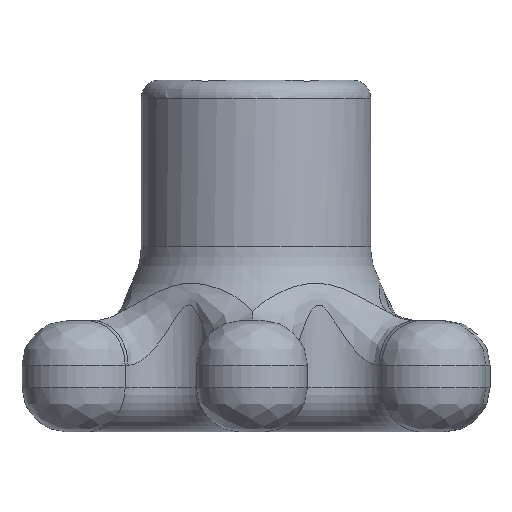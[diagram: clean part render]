
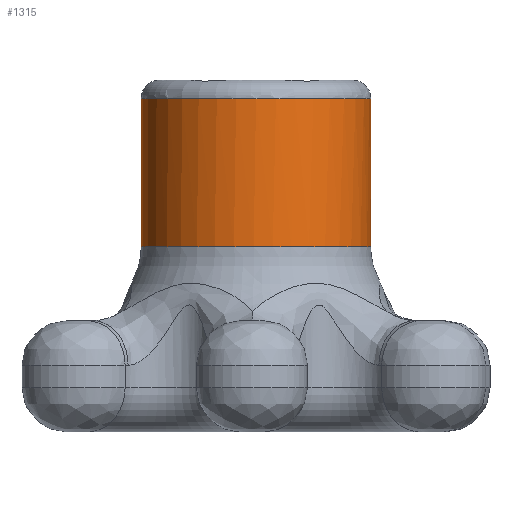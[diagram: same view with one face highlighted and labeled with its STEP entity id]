
A CAD part, left-side view. The second image highlights one B-rep face of the part: STEP entity #1315.
In plain terms, the highlighted cylindrical face has radius 6.2 mm (diameter 12.4 mm), a full revolution.
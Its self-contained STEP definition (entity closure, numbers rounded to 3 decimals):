
#34=FACE_BOUND('',#316,.T.);
#68=CIRCLE('',#1418,6.2);
#69=CIRCLE('',#1420,6.2);
#225=FACE_OUTER_BOUND('',#315,.T.);
#315=EDGE_LOOP('',(#934));
#316=EDGE_LOOP('',(#935));
#545=VERTEX_POINT('',#2197);
#546=VERTEX_POINT('',#2200);
#688=EDGE_CURVE('',#545,#545,#68,.T.);
#689=EDGE_CURVE('',#546,#546,#69,.T.);
#934=ORIENTED_EDGE('',*,*,#689,.F.);
#935=ORIENTED_EDGE('',*,*,#688,.F.);
#1287=CYLINDRICAL_SURFACE('',#1419,6.2);
#1315=ADVANCED_FACE('',(#225,#34),#1287,.T.);
#1418=AXIS2_PLACEMENT_3D('',#2198,#1665,#1666);
#1419=AXIS2_PLACEMENT_3D('',#2199,#1667,#1668);
#1420=AXIS2_PLACEMENT_3D('',#2201,#1669,#1670);
#1665=DIRECTION('center_axis',(0.,0.,1.));
#1666=DIRECTION('ref_axis',(-1.,0.,0.));
#1667=DIRECTION('center_axis',(0.,0.,1.));
#1668=DIRECTION('ref_axis',(-1.,0.,0.));
#1669=DIRECTION('center_axis',(0.,0.,-1.));
#1670=DIRECTION('ref_axis',(-1.,0.,0.));
#2197=CARTESIAN_POINT('',(6.2,0.,18.));
#2198=CARTESIAN_POINT('Origin',(0.,0.,18.));
#2199=CARTESIAN_POINT('Origin',(0.,0.,6.));
#2200=CARTESIAN_POINT('',(6.2,0.,10.));
#2201=CARTESIAN_POINT('Origin',(0.,0.,10.));
